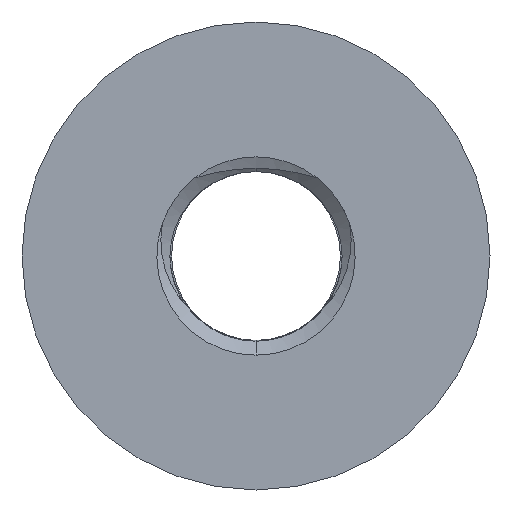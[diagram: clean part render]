
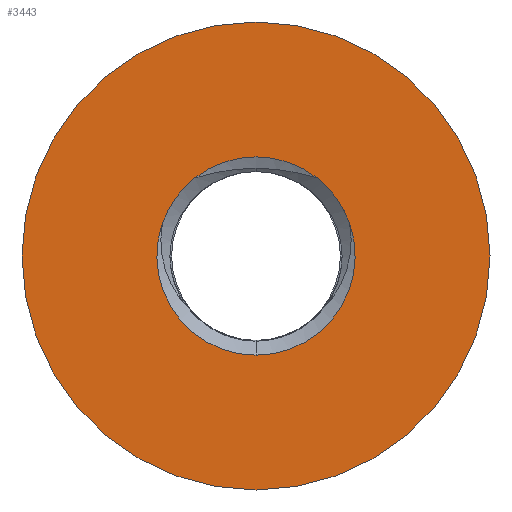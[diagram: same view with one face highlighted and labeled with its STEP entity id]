
A CAD part, front view. The second image highlights one B-rep face of the part: STEP entity #3443.
In plain terms, the highlighted planar face has unit normal (0, -1, 0).
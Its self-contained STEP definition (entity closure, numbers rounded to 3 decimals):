
#29 = EDGE_CURVE ( 'NONE', #2496, #2538, #744, .T. ) ;
#35 = EDGE_CURVE ( 'NONE', #2423, #1468, #985, .T. ) ;
#82 = AXIS2_PLACEMENT_3D ( 'NONE', #1871, #2180, #2159 ) ;
#163 = EDGE_CURVE ( 'NONE', #1468, #2026, #700, .T. ) ;
#166 = EDGE_CURVE ( 'NONE', #2026, #1632, #715, .T. ) ;
#219 = AXIS2_PLACEMENT_3D ( 'NONE', #1642, #1638, #1662 ) ;
#248 = AXIS2_PLACEMENT_3D ( 'NONE', #3280, #3207, #3308 ) ;
#278 = AXIS2_PLACEMENT_3D ( 'NONE', #2899, #2893, #2898 ) ;
#297 = EDGE_CURVE ( 'NONE', #2025, #2423, #631, .T. ) ;
#359 = AXIS2_PLACEMENT_3D ( 'NONE', #2132, #1579, #1589 ) ;
#397 = AXIS2_PLACEMENT_3D ( 'NONE', #1917, #1928, #1899 ) ;
#410 = EDGE_CURVE ( 'NONE', #2538, #2496, #763, .T. ) ;
#414 = AXIS2_PLACEMENT_3D ( 'NONE', #3031, #2962, #3027 ) ;
#418 = AXIS2_PLACEMENT_3D ( 'NONE', #2513, #2532, #2525 ) ;
#442 = EDGE_CURVE ( 'NONE', #1632, #2025, #850, .T. ) ;
#502 = FACE_OUTER_BOUND ( 'NONE', #1303, .T. ) ;
#514 = FACE_BOUND ( 'NONE', #1240, .T. ) ;
#612 = ORIENTED_EDGE ( 'NONE', *, *, #35, .F. ) ;
#631 = CIRCLE ( 'NONE', #82, 2.5 ) ;
#668 = ORIENTED_EDGE ( 'NONE', *, *, #410, .F. ) ;
#682 = ORIENTED_EDGE ( 'NONE', *, *, #297, .F. ) ;
#700 = CIRCLE ( 'NONE', #418, 2.5 ) ;
#715 = CIRCLE ( 'NONE', #219, 2.5 ) ;
#744 = CIRCLE ( 'NONE', #359, 5.9 ) ;
#763 = CIRCLE ( 'NONE', #278, 5.9 ) ;
#777 = ORIENTED_EDGE ( 'NONE', *, *, #163, .F. ) ;
#850 = CIRCLE ( 'NONE', #248, 2.5 ) ;
#886 = ORIENTED_EDGE ( 'NONE', *, *, #442, .F. ) ;
#902 = ORIENTED_EDGE ( 'NONE', *, *, #29, .F. ) ;
#985 = CIRCLE ( 'NONE', #397, 2.5 ) ;
#1011 = ORIENTED_EDGE ( 'NONE', *, *, #166, .F. ) ;
#1240 = EDGE_LOOP ( 'NONE', ( #1011, #777, #612, #682, #886 ) ) ;
#1303 = EDGE_LOOP ( 'NONE', ( #902, #668 ) ) ;
#1468 = VERTEX_POINT ( 'NONE', #3339 ) ;
#1579 = DIRECTION ( 'NONE',  ( 0., 1., 0. ) ) ;
#1589 = DIRECTION ( 'NONE',  ( 0., 0., 1. ) ) ;
#1632 = VERTEX_POINT ( 'NONE', #2849 ) ;
#1638 = DIRECTION ( 'NONE',  ( 0., -1., 0. ) ) ;
#1642 = CARTESIAN_POINT ( 'NONE',  ( 0., 0., 0. ) ) ;
#1662 = DIRECTION ( 'NONE',  ( 0., 0., -1. ) ) ;
#1871 = CARTESIAN_POINT ( 'NONE',  ( 0., 0., 0. ) ) ;
#1899 = DIRECTION ( 'NONE',  ( 0., 0., -1. ) ) ;
#1917 = CARTESIAN_POINT ( 'NONE',  ( 0., 0., 0. ) ) ;
#1928 = DIRECTION ( 'NONE',  ( 0., -1., 0. ) ) ;
#2025 = VERTEX_POINT ( 'NONE', #2837 ) ;
#2026 = VERTEX_POINT ( 'NONE', #3215 ) ;
#2132 = CARTESIAN_POINT ( 'NONE',  ( 0., 0., 0. ) ) ;
#2159 = DIRECTION ( 'NONE',  ( 0., 0., -1. ) ) ;
#2180 = DIRECTION ( 'NONE',  ( 0., -1., 0. ) ) ;
#2423 = VERTEX_POINT ( 'NONE', #3277 ) ;
#2496 = VERTEX_POINT ( 'NONE', #3217 ) ;
#2513 = CARTESIAN_POINT ( 'NONE',  ( 0., 0., 0. ) ) ;
#2525 = DIRECTION ( 'NONE',  ( 0., 0., -1. ) ) ;
#2532 = DIRECTION ( 'NONE',  ( 0., -1., 0. ) ) ;
#2538 = VERTEX_POINT ( 'NONE', #3219 ) ;
#2837 = CARTESIAN_POINT ( 'NONE',  ( -1.542, 0., 1.967 ) ) ;
#2849 = CARTESIAN_POINT ( 'NONE',  ( 1.542, 0., 1.967 ) ) ;
#2893 = DIRECTION ( 'NONE',  ( 0., 1., 0. ) ) ;
#2898 = DIRECTION ( 'NONE',  ( 0., 0., 1. ) ) ;
#2899 = CARTESIAN_POINT ( 'NONE',  ( 0., 0., 0. ) ) ;
#2962 = DIRECTION ( 'NONE',  ( 0., -1., 0. ) ) ;
#3027 = DIRECTION ( 'NONE',  ( 0., 0., -1. ) ) ;
#3030 = PLANE ( 'NONE',  #414 ) ;
#3031 = CARTESIAN_POINT ( 'NONE',  ( 4., 0., -2.309 ) ) ;
#3207 = DIRECTION ( 'NONE',  ( 0., -1., 0. ) ) ;
#3215 = CARTESIAN_POINT ( 'NONE',  ( 2.361, 0., 0.822 ) ) ;
#3217 = CARTESIAN_POINT ( 'NONE',  ( 0., 0., 5.9 ) ) ;
#3219 = CARTESIAN_POINT ( 'NONE',  ( 0., 0., -5.9 ) ) ;
#3277 = CARTESIAN_POINT ( 'NONE',  ( -2.361, 0., 0.822 ) ) ;
#3280 = CARTESIAN_POINT ( 'NONE',  ( 0., 0., 0. ) ) ;
#3308 = DIRECTION ( 'NONE',  ( 0., 0., -1. ) ) ;
#3339 = CARTESIAN_POINT ( 'NONE',  ( 0., 0., -2.5 ) ) ;
#3443 = ADVANCED_FACE ( 'NONE', ( #514, #502 ), #3030, .T. ) ;
